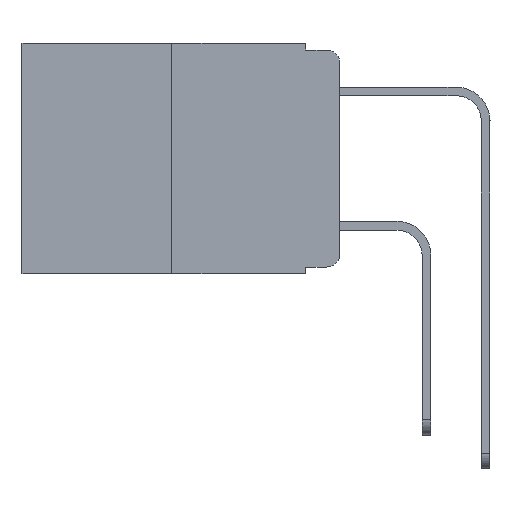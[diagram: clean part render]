
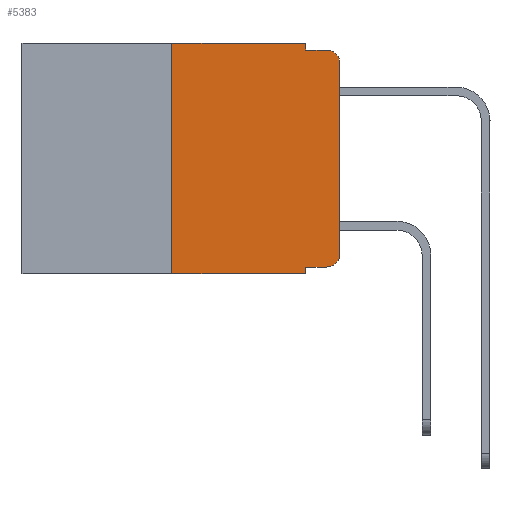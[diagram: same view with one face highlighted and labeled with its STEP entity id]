
A CAD part, left-side view. The second image highlights one B-rep face of the part: STEP entity #5383.
In plain terms, the highlighted planar face has unit normal (-1, 0, 0).
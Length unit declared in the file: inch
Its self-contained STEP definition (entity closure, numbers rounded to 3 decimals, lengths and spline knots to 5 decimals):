
#23 = VECTOR ( 'NONE', #5063, 39.37008 ) ;
#290 = CARTESIAN_POINT ( 'NONE',  ( 0., 0.051, 0. ) ) ;
#381 = VERTEX_POINT ( 'NONE', #3749 ) ;
#501 = LINE ( 'NONE', #10111, #8641 ) ;
#787 = DIRECTION ( 'NONE',  ( 0., -1., 0. ) ) ;
#1087 = CARTESIAN_POINT ( 'NONE',  ( 0., 0.25, 0. ) ) ;
#1094 = VERTEX_POINT ( 'NONE', #10736 ) ;
#1106 = DIRECTION ( 'NONE',  ( 0., 0., 1. ) ) ;
#1357 = EDGE_CURVE ( 'NONE', #5742, #7389, #1784, .T. ) ;
#1394 = VERTEX_POINT ( 'NONE', #11965 ) ;
#1784 = LINE ( 'NONE', #6829, #12343 ) ;
#1836 = EDGE_CURVE ( 'NONE', #8865, #2633, #12334, .T. ) ;
#1952 = DIRECTION ( 'NONE',  ( 0., -1., 0. ) ) ;
#2216 = LINE ( 'NONE', #3285, #10159 ) ;
#2582 = VERTEX_POINT ( 'NONE', #9688 ) ;
#2633 = VERTEX_POINT ( 'NONE', #13195 ) ;
#2708 = EDGE_CURVE ( 'NONE', #7956, #2582, #501, .T. ) ;
#2758 = ORIENTED_EDGE ( 'NONE', *, *, #5426, .T. ) ;
#2861 = CARTESIAN_POINT ( 'NONE',  ( 0., 0.02, -0.333 ) ) ;
#2884 = LINE ( 'NONE', #8228, #10728 ) ;
#2983 = LINE ( 'NONE', #9131, #23 ) ;
#3190 = VERTEX_POINT ( 'NONE', #2861 ) ;
#3273 = EDGE_CURVE ( 'NONE', #7956, #1394, #10010, .T. ) ;
#3285 = CARTESIAN_POINT ( 'NONE',  ( 0., 0.051, -0.01 ) ) ;
#3290 = DIRECTION ( 'NONE',  ( 0., -1., 0. ) ) ;
#3374 = CIRCLE ( 'NONE', #6667, 0.02 ) ;
#3541 = EDGE_CURVE ( 'NONE', #2633, #1094, #2216, .T. ) ;
#3595 = PLANE ( 'NONE',  #12323 ) ;
#3609 = DIRECTION ( 'NONE',  ( 0., 0., 1. ) ) ;
#3749 = CARTESIAN_POINT ( 'NONE',  ( 0., 0.051, -0.333 ) ) ;
#3986 = EDGE_CURVE ( 'NONE', #3190, #5742, #3374, .T. ) ;
#4195 = ORIENTED_EDGE ( 'NONE', *, *, #2708, .T. ) ;
#4670 = DIRECTION ( 'NONE',  ( 0., 0., -1. ) ) ;
#5006 = ORIENTED_EDGE ( 'NONE', *, *, #3541, .F. ) ;
#5063 = DIRECTION ( 'NONE',  ( 0., 0., -1. ) ) ;
#5383 = ADVANCED_FACE ( 'NONE', ( #8796 ), #3595, .F. ) ;
#5405 = ORIENTED_EDGE ( 'NONE', *, *, #1357, .T. ) ;
#5426 = EDGE_CURVE ( 'NONE', #381, #3190, #8503, .T. ) ;
#5432 = VECTOR ( 'NONE', #6785, 39.37008 ) ;
#5742 = VERTEX_POINT ( 'NONE', #10191 ) ;
#6271 = DIRECTION ( 'NONE',  ( -1., 0., 0. ) ) ;
#6667 = AXIS2_PLACEMENT_3D ( 'NONE', #12015, #11967, #11831 ) ;
#6785 = DIRECTION ( 'NONE',  ( 0., -1., 0. ) ) ;
#6829 = CARTESIAN_POINT ( 'NONE',  ( 0., 0., 0. ) ) ;
#6879 = CARTESIAN_POINT ( 'NONE',  ( 0., 0.051, 0. ) ) ;
#7086 = ORIENTED_EDGE ( 'NONE', *, *, #11067, .T. ) ;
#7356 = VECTOR ( 'NONE', #1106, 39.37008 ) ;
#7389 = VERTEX_POINT ( 'NONE', #7723 ) ;
#7723 = CARTESIAN_POINT ( 'NONE',  ( 0., 0., -0.03 ) ) ;
#7956 = VERTEX_POINT ( 'NONE', #10647 ) ;
#8136 = CIRCLE ( 'NONE', #8667, 0.02 ) ;
#8228 = CARTESIAN_POINT ( 'NONE',  ( 0., 0.473, 0. ) ) ;
#8319 = ORIENTED_EDGE ( 'NONE', *, *, #3986, .T. ) ;
#8503 = LINE ( 'NONE', #10782, #5432 ) ;
#8641 = VECTOR ( 'NONE', #3290, 39.37008 ) ;
#8667 = AXIS2_PLACEMENT_3D ( 'NONE', #12210, #6271, #13151 ) ;
#8796 = FACE_OUTER_BOUND ( 'NONE', #11770, .T. ) ;
#8798 = DIRECTION ( 'NONE',  ( 0., 0., -1. ) ) ;
#8865 = VERTEX_POINT ( 'NONE', #290 ) ;
#9090 = ORIENTED_EDGE ( 'NONE', *, *, #13000, .F. ) ;
#9131 = CARTESIAN_POINT ( 'NONE',  ( 0., 0.051, 0. ) ) ;
#9421 = ORIENTED_EDGE ( 'NONE', *, *, #3273, .F. ) ;
#9502 = ORIENTED_EDGE ( 'NONE', *, *, #11053, .F. ) ;
#9590 = ORIENTED_EDGE ( 'NONE', *, *, #1836, .F. ) ;
#9688 = CARTESIAN_POINT ( 'NONE',  ( 0., 0.051, -0.343 ) ) ;
#9724 = CARTESIAN_POINT ( 'NONE',  ( 0., 0.473, 0. ) ) ;
#10010 = LINE ( 'NONE', #1087, #7356 ) ;
#10111 = CARTESIAN_POINT ( 'NONE',  ( 0., 0.473, -0.343 ) ) ;
#10159 = VECTOR ( 'NONE', #1952, 39.37008 ) ;
#10191 = CARTESIAN_POINT ( 'NONE',  ( 0., 0., -0.313 ) ) ;
#10647 = CARTESIAN_POINT ( 'NONE',  ( 0., 0.25, -0.343 ) ) ;
#10728 = VECTOR ( 'NONE', #787, 39.37008 ) ;
#10736 = CARTESIAN_POINT ( 'NONE',  ( 0., 0.02, -0.01 ) ) ;
#10737 = DIRECTION ( 'NONE',  ( 1., 0., 0. ) ) ;
#10782 = CARTESIAN_POINT ( 'NONE',  ( 0., 0.051, -0.333 ) ) ;
#11053 = EDGE_CURVE ( 'NONE', #1394, #8865, #2884, .T. ) ;
#11067 = EDGE_CURVE ( 'NONE', #7389, #1094, #8136, .T. ) ;
#11770 = EDGE_LOOP ( 'NONE', ( #5405, #7086, #5006, #9590, #9502, #9421, #4195, #9090, #2758, #8319 ) ) ;
#11831 = DIRECTION ( 'NONE',  ( 0., 0., -1. ) ) ;
#11965 = CARTESIAN_POINT ( 'NONE',  ( 0., 0.25, 0. ) ) ;
#11967 = DIRECTION ( 'NONE',  ( -1., 0., 0. ) ) ;
#12015 = CARTESIAN_POINT ( 'NONE',  ( 0., 0.02, -0.313 ) ) ;
#12210 = CARTESIAN_POINT ( 'NONE',  ( 0., 0.02, -0.03 ) ) ;
#12323 = AXIS2_PLACEMENT_3D ( 'NONE', #9724, #10737, #4670 ) ;
#12334 = LINE ( 'NONE', #6879, #12618 ) ;
#12343 = VECTOR ( 'NONE', #3609, 39.37008 ) ;
#12618 = VECTOR ( 'NONE', #8798, 39.37008 ) ;
#13000 = EDGE_CURVE ( 'NONE', #381, #2582, #2983, .T. ) ;
#13151 = DIRECTION ( 'NONE',  ( 0., 0., -1. ) ) ;
#13195 = CARTESIAN_POINT ( 'NONE',  ( 0., 0.051, -0.01 ) ) ;
